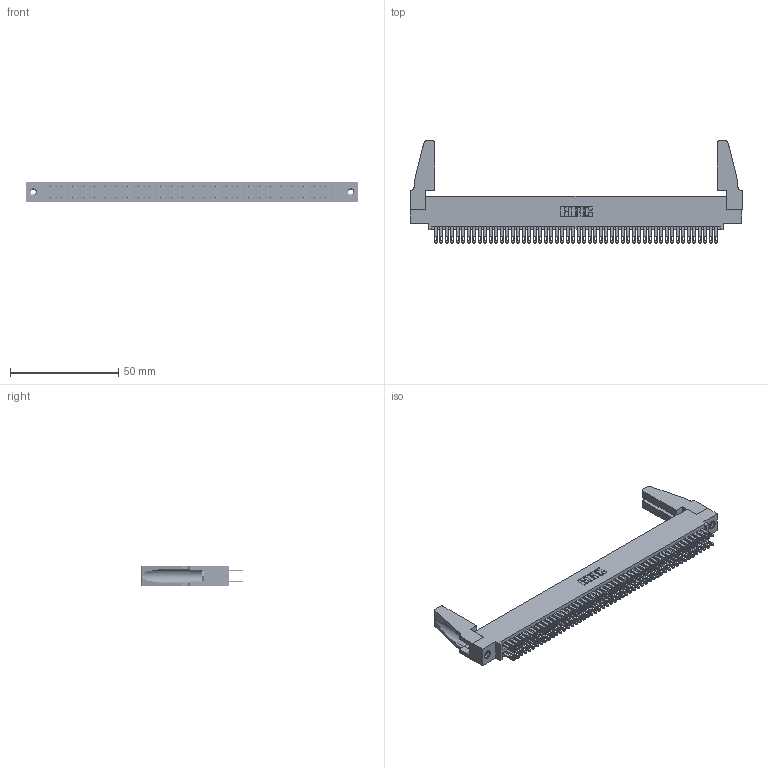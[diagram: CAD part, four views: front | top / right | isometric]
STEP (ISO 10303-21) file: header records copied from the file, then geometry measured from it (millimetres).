
FILE_DESCRIPTION (( 'STEP AP203' ), '1' );
FILE_NAME ('345-104-500-588.STEP', '2019-11-03T10:07:56', ( '' ), ( '' ), 'SwSTEP 2.0', 'SolidWorks 2016', '' );
FILE_SCHEMA (( 'CONFIG_CONTROL_DESIGN' ));
Length unit declared in the file: inch
Products named in the file (5): 345 Part_0.110 Offset - 0.156 Dia-TH; 345-250-001_345-250-001-102; 345-292-001_345-293-100; 345-220-078_345-220-088; 345-104-500-588
Assembly tree (109 placements, depth 2):
  345-104-500-588
    345 Part_0.110 Offset - 0.156 Dia-TH
    345-292-001_345-293-100  x104
    345-250-001_345-250-001-102  x2
    345-220-078_345-220-088  x2
Bounding box: 153.31 x 47.17 x 9.4 mm (x, y, z)
Volume: 18482.8 mm3; surface area: 26982.4 mm2
Topology: 109 solids, 109 shells, 5038 faces, 15331 edges, 10210 vertices
Faces by surface type: plane 2964, cylinder 2058, cone 12, torus 4
Entity records: 41664 total; most frequent: CARTESIAN_POINT 6970, ORIENTED_EDGE 6864, DIRECTION 6140, EDGE_CURVE 3432, VECTOR 3046, LINE 3046, VERTEX_POINT 2282, AXIS2_PLACEMENT_3D 1547
